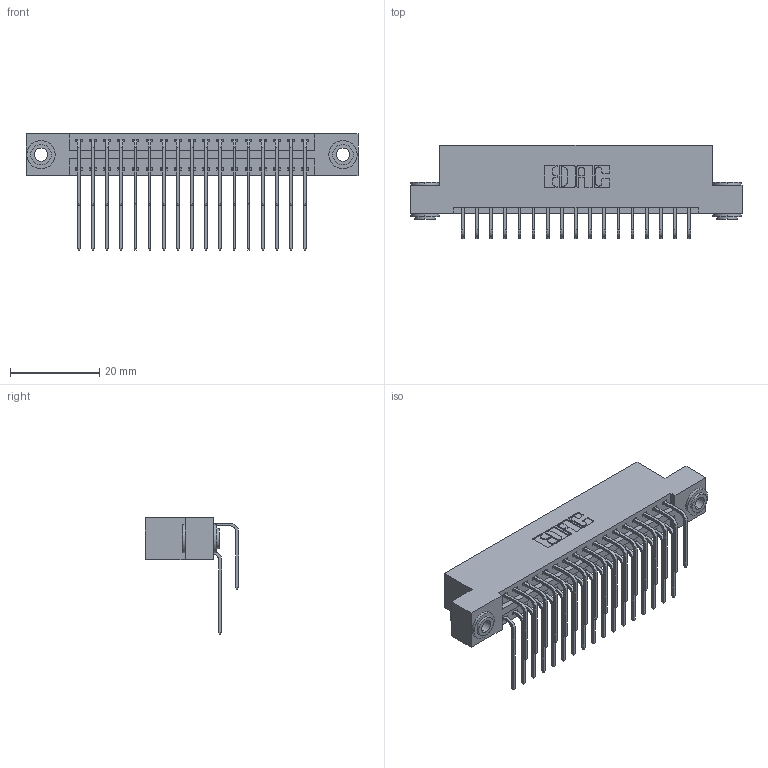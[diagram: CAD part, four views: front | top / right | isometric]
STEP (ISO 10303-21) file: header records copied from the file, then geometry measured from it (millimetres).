
FILE_DESCRIPTION (( 'STEP AP203' ), '1' );
FILE_NAME ('346-034-559-203.STEP', '2022-05-19T20:28:00', ( '' ), ( '' ), 'SwSTEP 2.0', 'SolidWorks 2020', '' );
FILE_SCHEMA (( 'CONFIG_CONTROL_DESIGN' ));
Length unit declared in the file: inch
Products named in the file (5): 345-292-001_558 559 Tail - 1; 345-292-001_559 Tail - 2; 345-250-002_345-250-002-102; 346-034-559-203; 346 Part_Flush Mounting Lugs - 0.156 Dia-TH
Assembly tree (37 placements, depth 2):
  346-034-559-203
    346 Part_Flush Mounting Lugs - 0.156 Dia-TH
    345-292-001_558 559 Tail - 1  x17
    345-292-001_559 Tail - 2  x17
    345-250-002_345-250-002-102  x2
Bounding box: 74.55 x 20.89 x 26.16 mm (x, y, z)
Volume: 7272.7 mm3; surface area: 10793.6 mm2
Topology: 37 solids, 37 shells, 2010 faces, 5915 edges, 3894 vertices
Faces by surface type: plane 1358, cylinder 644, cone 8
Entity records: 17310 total; most frequent: CARTESIAN_POINT 2920, ORIENTED_EDGE 2794, DIRECTION 2627, EDGE_CURVE 1397, LINE 1133, VECTOR 1133, VERTEX_POINT 926, AXIS2_PLACEMENT_3D 747
